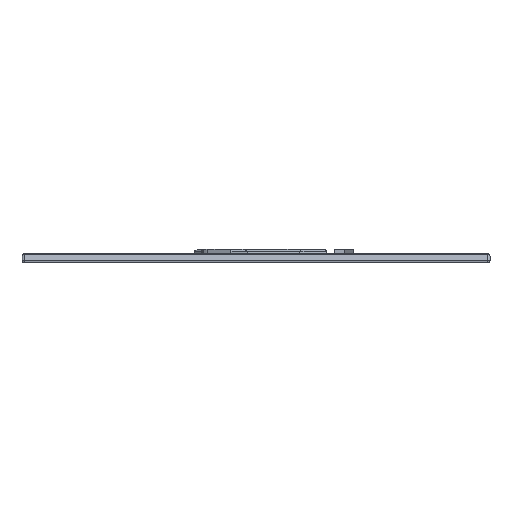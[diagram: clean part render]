
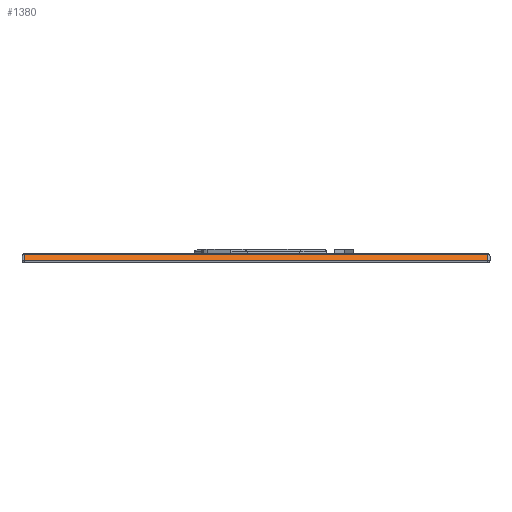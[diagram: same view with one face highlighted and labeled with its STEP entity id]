
A CAD part, left-side view. The second image highlights one B-rep face of the part: STEP entity #1380.
In plain terms, the highlighted planar face has unit normal (-0.866, 0, 0.5).
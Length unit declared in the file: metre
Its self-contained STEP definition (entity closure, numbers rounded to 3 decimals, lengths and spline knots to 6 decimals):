
#188=ORIENTED_EDGE('',*,*,#596,.T.);
#189=ORIENTED_EDGE('',*,*,#597,.T.);
#190=ORIENTED_EDGE('',*,*,#598,.T.);
#191=ORIENTED_EDGE('',*,*,#599,.T.);
#596=EDGE_CURVE('',#800,#801,#914,.T.);
#597=EDGE_CURVE('',#801,#802,#915,.T.);
#598=EDGE_CURVE('',#802,#803,#916,.F.);
#599=EDGE_CURVE('',#803,#800,#917,.F.);
#800=VERTEX_POINT('',#2106);
#801=VERTEX_POINT('',#2107);
#802=VERTEX_POINT('',#2109);
#803=VERTEX_POINT('',#2111);
#914=LINE('',#2105,#1050);
#915=LINE('',#2108,#1051);
#916=LINE('',#2110,#1052);
#917=LINE('',#2112,#1053);
#1050=VECTOR('',#1653,1.);
#1051=VECTOR('',#1654,1.);
#1052=VECTOR('',#1655,1.);
#1053=VECTOR('',#1656,1.);
#1155=EDGE_LOOP('',(#188,#189,#190,#191));
#1252=FACE_BOUND('',#1155,.T.);
#1344=PLANE('',#1484);
#1380=ADVANCED_FACE('',(#1252),#1344,.F.);
#1484=AXIS2_PLACEMENT_3D('',#2104,#1651,#1652);
#1651=DIRECTION('',(0.866,0.,-0.5));
#1652=DIRECTION('',(-0.5,0.,-0.866));
#1653=DIRECTION('',(0.,1.,0.));
#1654=DIRECTION('',(-0.5,0.,-0.866));
#1655=DIRECTION('',(0.,1.,0.));
#1656=DIRECTION('',(-0.5,0.,-0.866));
#2104=CARTESIAN_POINT('',(-0.036673,-0.05325,0.001));
#2105=CARTESIAN_POINT('',(-0.036182,0.05325,0.00185));
#2106=CARTESIAN_POINT('',(-0.036182,-0.05275,0.00185));
#2107=CARTESIAN_POINT('',(-0.036182,0.05275,0.00185));
#2108=CARTESIAN_POINT('',(-0.036673,0.05275,0.001));
#2109=CARTESIAN_POINT('',(-0.03699,0.05275,0.00045));
#2110=CARTESIAN_POINT('',(-0.03699,-0.05325,0.00045));
#2111=CARTESIAN_POINT('',(-0.03699,-0.05275,0.00045));
#2112=CARTESIAN_POINT('',(-0.036182,-0.05275,0.00185));
